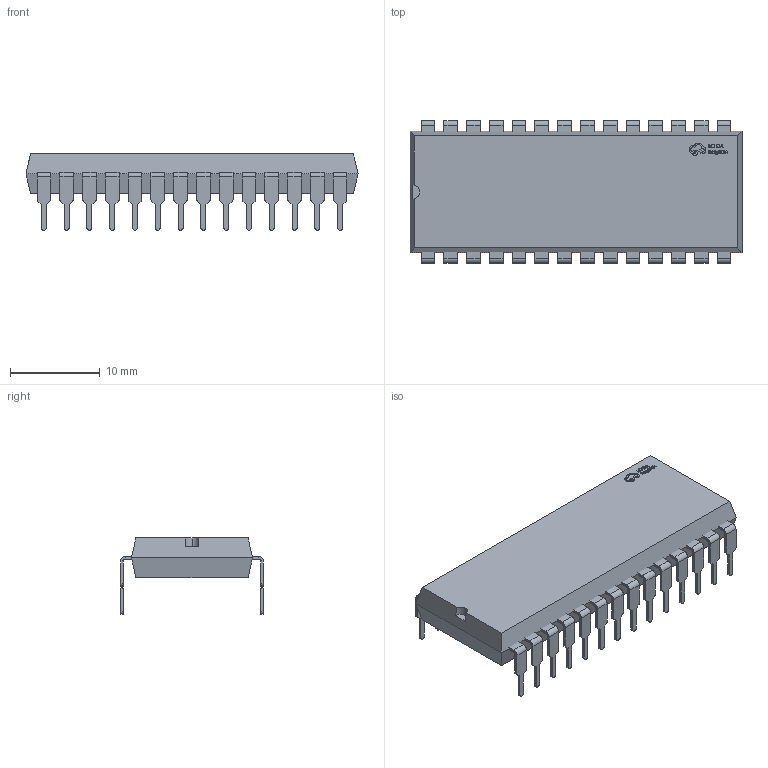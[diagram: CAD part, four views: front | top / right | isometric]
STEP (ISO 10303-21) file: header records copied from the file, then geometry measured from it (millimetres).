
FILE_DESCRIPTION (( 'STEP AP214' ), '1' );
FILE_NAME ('PDIP-28_L37.0-W13.5-H5-P2.54-LS15.6-BL.step', '2022-06-21T14:22:47', ( '' ), ( '' ), 'SwSTEP 2.0', 'SolidWorks 2020', '' );
FILE_SCHEMA (( 'AUTOMOTIVE_DESIGN' ));
Length unit declared in the file: millimetre
Products named in the file (1): PDIP-28_L37.0-W13.5-H5-P2.54-LS15.6-BL
Bounding box: 37 x 15.9 x 8.52 mm (x, y, z)
Volume: 2258.8 mm3; surface area: 2611.7 mm2
Topology: 15 solids, 15 shells, 774 faces, 1926 edges, 1208 vertices
Faces by surface type: plane 520, cylinder 142, bspline 112
Entity records: 30331 total; most frequent: CARTESIAN_POINT 6019, ORIENTED_EDGE 3852, DIRECTION 3306, EDGE_CURVE 1926, LINE 1412, VECTOR 1412, VERTEX_POINT 1208, AXIS2_PLACEMENT_3D 947
